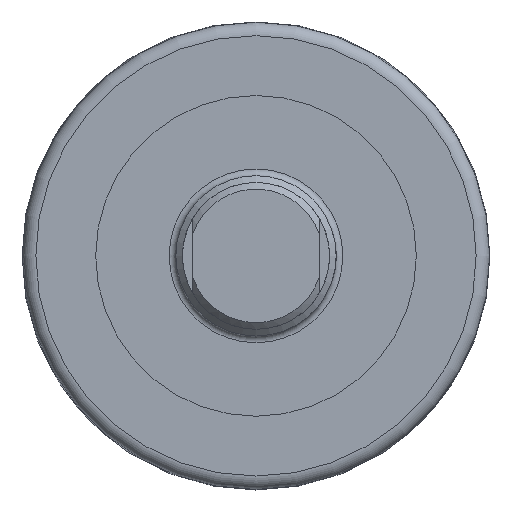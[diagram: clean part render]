
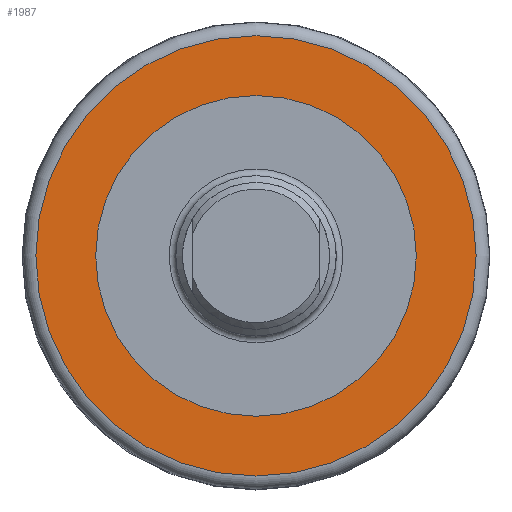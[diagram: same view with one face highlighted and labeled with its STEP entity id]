
A CAD part, left-side view. The second image highlights one B-rep face of the part: STEP entity #1987.
In plain terms, the highlighted planar face has unit normal (-1, 0, 0).
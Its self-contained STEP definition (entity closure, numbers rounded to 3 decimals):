
#68=FACE_BOUND('',#358,.T.);
#113=PLANE('',#2236);
#238=FACE_OUTER_BOUND('',#357,.T.);
#357=EDGE_LOOP('',(#1846,#1847));
#358=EDGE_LOOP('',(#1848,#1849));
#717=CIRCLE('',#2173,24.);
#718=CIRCLE('',#2174,24.);
#746=CIRCLE('',#2223,32.959);
#747=CIRCLE('',#2224,32.959);
#910=VERTEX_POINT('',#3551);
#911=VERTEX_POINT('',#3552);
#952=VERTEX_POINT('',#3716);
#953=VERTEX_POINT('',#3718);
#1186=EDGE_CURVE('',#910,#911,#717,.T.);
#1187=EDGE_CURVE('',#911,#910,#718,.T.);
#1245=EDGE_CURVE('',#952,#953,#746,.T.);
#1246=EDGE_CURVE('',#953,#952,#747,.T.);
#1846=ORIENTED_EDGE('',*,*,#1246,.F.);
#1847=ORIENTED_EDGE('',*,*,#1245,.F.);
#1848=ORIENTED_EDGE('',*,*,#1186,.T.);
#1849=ORIENTED_EDGE('',*,*,#1187,.T.);
#1987=ADVANCED_FACE('',(#238,#68),#113,.T.);
#2173=AXIS2_PLACEMENT_3D('',#3553,#2680,#2681);
#2174=AXIS2_PLACEMENT_3D('',#3554,#2682,#2683);
#2223=AXIS2_PLACEMENT_3D('',#3719,#2802,#2803);
#2224=AXIS2_PLACEMENT_3D('',#3720,#2804,#2805);
#2236=AXIS2_PLACEMENT_3D('',#3765,#2829,#2830);
#2680=DIRECTION('center_axis',(1.,0.,0.));
#2681=DIRECTION('ref_axis',(0.,1.,0.));
#2682=DIRECTION('center_axis',(1.,0.,0.));
#2683=DIRECTION('ref_axis',(0.,1.,0.));
#2802=DIRECTION('center_axis',(1.,0.,0.));
#2803=DIRECTION('ref_axis',(0.,1.,0.));
#2804=DIRECTION('center_axis',(1.,0.,0.));
#2805=DIRECTION('ref_axis',(0.,1.,0.));
#2829=DIRECTION('center_axis',(-1.,0.,0.));
#2830=DIRECTION('ref_axis',(0.,0.,
-1.));
#3551=CARTESIAN_POINT('',(60.9,-24.,0.));
#3552=CARTESIAN_POINT('',(60.9,24.,0.));
#3553=CARTESIAN_POINT('Origin',(60.9,0.,0.));
#3554=CARTESIAN_POINT('Origin',(60.9,0.,0.));
#3716=CARTESIAN_POINT('',(60.9,0.,-32.959));
#3718=CARTESIAN_POINT('',(60.9,-32.959,0.));
#3719=CARTESIAN_POINT('Origin',(60.9,0.,0.));
#3720=CARTESIAN_POINT('Origin',(60.9,0.,0.));
#3765=CARTESIAN_POINT('Origin',(60.9,-31.059,0.));
